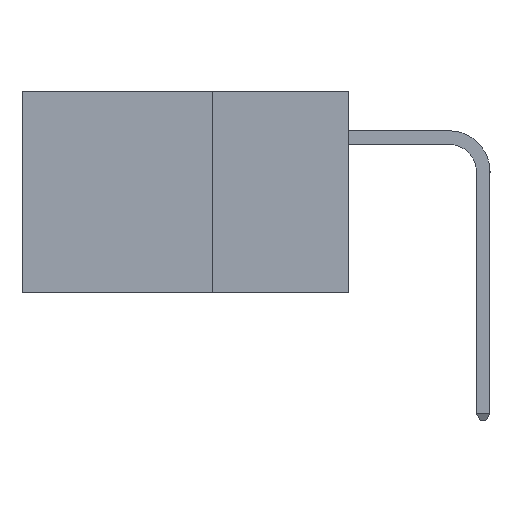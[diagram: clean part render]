
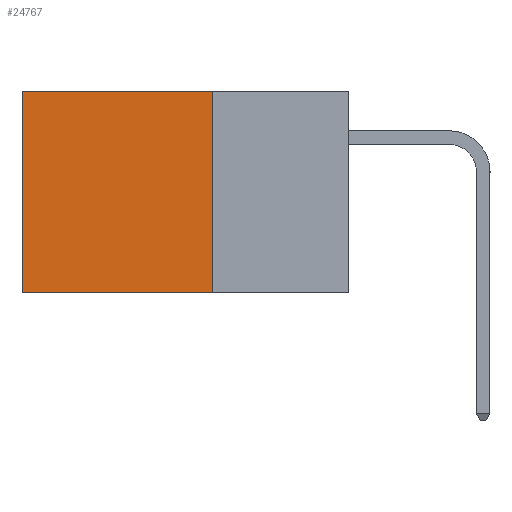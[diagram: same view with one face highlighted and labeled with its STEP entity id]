
A CAD part, left-side view. The second image highlights one B-rep face of the part: STEP entity #24767.
In plain terms, the highlighted planar face has unit normal (-1, 0, 0).
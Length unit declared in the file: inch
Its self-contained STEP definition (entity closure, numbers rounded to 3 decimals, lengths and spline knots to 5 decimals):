
#558 = VERTEX_POINT ( 'NONE', #25992 ) ;
#1406 = CARTESIAN_POINT ( 'NONE',  ( 0.2875, 0.25, 0. ) ) ;
#1870 = EDGE_LOOP ( 'NONE', ( #2466, #3826, #8663, #22201 ) ) ;
#2466 = ORIENTED_EDGE ( 'NONE', *, *, #34016, .T. ) ;
#3826 = ORIENTED_EDGE ( 'NONE', *, *, #22286, .F. ) ;
#4040 = FACE_OUTER_BOUND ( 'NONE', #1870, .T. ) ;
#5549 = VECTOR ( 'NONE', #31611, 39.37008 ) ;
#6908 = VERTEX_POINT ( 'NONE', #41317 ) ;
#8663 = ORIENTED_EDGE ( 'NONE', *, *, #38356, .F. ) ;
#8683 = VECTOR ( 'NONE', #16103, 39.37008 ) ;
#9326 = CARTESIAN_POINT ( 'NONE',  ( 0.2875, 0.25, -0.37 ) ) ;
#9554 = DIRECTION ( 'NONE',  ( 0., 1., 0. ) ) ;
#12246 = LINE ( 'NONE', #1406, #8683 ) ;
#15108 = DIRECTION ( 'NONE',  ( 0., 0., -1. ) ) ;
#16103 = DIRECTION ( 'NONE',  ( 0., 1., 0. ) ) ;
#17259 = LINE ( 'NONE', #9326, #20984 ) ;
#17651 = VECTOR ( 'NONE', #24842, 39.37008 ) ;
#18487 = CARTESIAN_POINT ( 'NONE',  ( 0.2875, 0.25, 0. ) ) ;
#18712 = DIRECTION ( 'NONE',  ( 1., 0., 0. ) ) ;
#20984 = VECTOR ( 'NONE', #9554, 39.37008 ) ;
#20998 = LINE ( 'NONE', #39769, #17651 ) ;
#21155 = VERTEX_POINT ( 'NONE', #29902 ) ;
#21822 = CARTESIAN_POINT ( 'NONE',  ( 0.2875, 0.6, 0. ) ) ;
#22201 = ORIENTED_EDGE ( 'NONE', *, *, #41620, .T. ) ;
#22286 = EDGE_CURVE ( 'NONE', #558, #6908, #17259, .T. ) ;
#24767 = ADVANCED_FACE ( 'NONE', ( #4040 ), #44457, .F. ) ;
#24842 = DIRECTION ( 'NONE',  ( 0., 0., -1. ) ) ;
#25992 = CARTESIAN_POINT ( 'NONE',  ( 0.2875, 0.25, -0.37 ) ) ;
#28213 = CARTESIAN_POINT ( 'NONE',  ( 0.2875, 0.25, 0. ) ) ;
#29902 = CARTESIAN_POINT ( 'NONE',  ( 0.2875, 0.25, 0. ) ) ;
#31611 = DIRECTION ( 'NONE',  ( 0., 0., -1. ) ) ;
#34016 = EDGE_CURVE ( 'NONE', #36268, #6908, #20998, .T. ) ;
#36268 = VERTEX_POINT ( 'NONE', #21822 ) ;
#38356 = EDGE_CURVE ( 'NONE', #21155, #558, #43630, .T. ) ;
#39769 = CARTESIAN_POINT ( 'NONE',  ( 0.2875, 0.6, 0. ) ) ;
#41248 = AXIS2_PLACEMENT_3D ( 'NONE', #18487, #18712, #15108 ) ;
#41317 = CARTESIAN_POINT ( 'NONE',  ( 0.2875, 0.6, -0.37 ) ) ;
#41620 = EDGE_CURVE ( 'NONE', #21155, #36268, #12246, .T. ) ;
#43630 = LINE ( 'NONE', #28213, #5549 ) ;
#44457 = PLANE ( 'NONE',  #41248 ) ;
